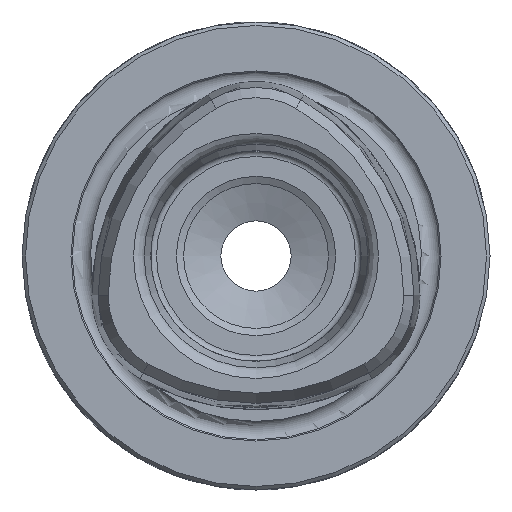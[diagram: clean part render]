
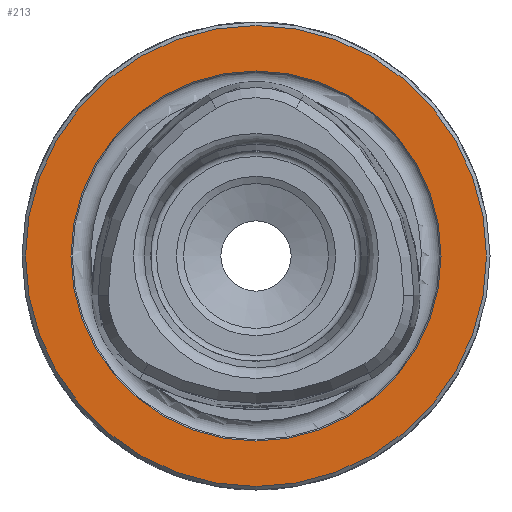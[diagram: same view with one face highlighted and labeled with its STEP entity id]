
A CAD part, left-side view. The second image highlights one B-rep face of the part: STEP entity #213.
In plain terms, the highlighted planar face has unit normal (-1, 0, 0).
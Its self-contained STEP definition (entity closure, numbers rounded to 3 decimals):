
#213 = ADVANCED_FACE( '', ( #504, #505 ), #506, .T. );
#504 = FACE_OUTER_BOUND( '', #876, .T. );
#505 = FACE_BOUND( '', #877, .T. );
#506 = PLANE( '', #878 );
#876 = EDGE_LOOP( '', ( #1429 ) );
#877 = EDGE_LOOP( '', ( #1430 ) );
#878 = AXIS2_PLACEMENT_3D( '', #1431, #1432, #1433 );
#1429 = ORIENTED_EDGE( '', *, *, #2105, .T. );
#1430 = ORIENTED_EDGE( '', *, *, #2014, .F. );
#1431 = CARTESIAN_POINT( '', ( 0., 0., 15.5 ) );
#1432 = DIRECTION( '', ( -1., 0., 0. ) );
#1433 = DIRECTION( '', ( 0., 0., 1. ) );
#2014 = EDGE_CURVE( '', #2392, #2392, #2393, .T. );
#2105 = EDGE_CURVE( '', #2525, #2525, #2526, .T. );
#2392 = VERTEX_POINT( '', #3235 );
#2393 = CIRCLE( '', #3236, 15.814 );
#2525 = VERTEX_POINT( '', #3599 );
#2526 = CIRCLE( '', #3600, 19.7 );
#3235 = CARTESIAN_POINT( '', ( 0., 0., 15.814 ) );
#3236 = AXIS2_PLACEMENT_3D( '', #4039, #4040, #4041 );
#3599 = CARTESIAN_POINT( '', ( 0., 0., 19.7 ) );
#3600 = AXIS2_PLACEMENT_3D( '', #4159, #4160, #4161 );
#4039 = CARTESIAN_POINT( '', ( 0., 0., 0. ) );
#4040 = DIRECTION( '', ( -1., 0., 0. ) );
#4041 = DIRECTION( '', ( 0., 0., 1. ) );
#4159 = CARTESIAN_POINT( '', ( 0., 0., 0. ) );
#4160 = DIRECTION( '', ( -1., 0., 0. ) );
#4161 = DIRECTION( '', ( 0., 0., 1. ) );
